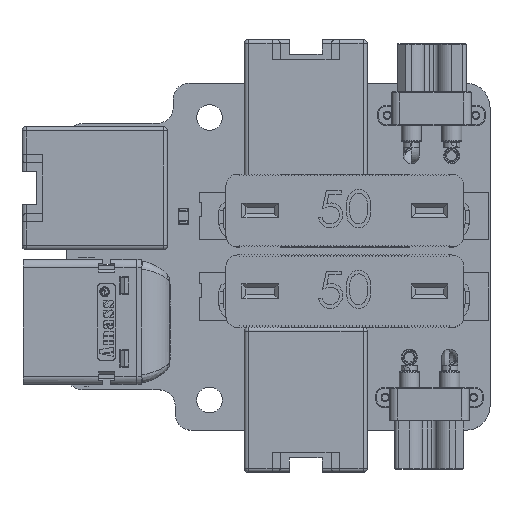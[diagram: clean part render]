
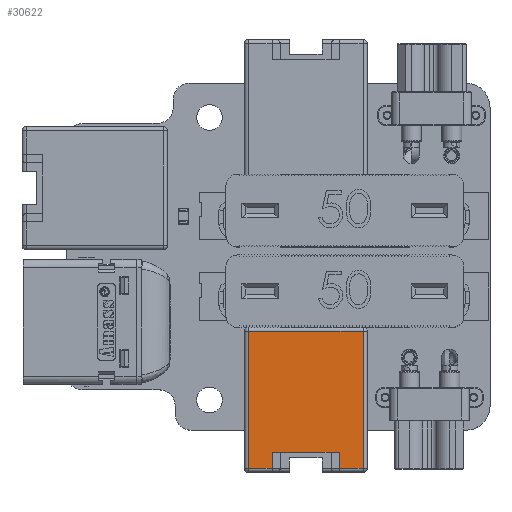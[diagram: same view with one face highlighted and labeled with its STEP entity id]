
A CAD part, top view. The second image highlights one B-rep face of the part: STEP entity #30622.
In plain terms, the highlighted face is planar.
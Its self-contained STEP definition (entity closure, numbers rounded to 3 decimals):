
#30386 = VERTEX_POINT('',#30387);
#30387 = CARTESIAN_POINT('',(-4.15,11.5,7.38));
#30394 = EDGE_CURVE('',#30395,#30386,#30397,.T.);
#30395 = VERTEX_POINT('',#30396);
#30396 = CARTESIAN_POINT('',(-7.12,11.5,7.38));
#30397 = LINE('',#30398,#30399);
#30398 = CARTESIAN_POINT('',(0.,11.5,7.38));
#30399 = VECTOR('',#30400,1.);
#30400 = DIRECTION('',(1.,0.,0.));
#30622 = ADVANCED_FACE('',(#30623),#30680,.F.);
#30623 = FACE_BOUND('',#30624,.T.);
#30624 = EDGE_LOOP('',(#30625,#30626,#30634,#30642,#30650,#30658,#30666,
    #30674));
#30625 = ORIENTED_EDGE('',*,*,#30394,.T.);
#30626 = ORIENTED_EDGE('',*,*,#30627,.F.);
#30627 = EDGE_CURVE('',#30628,#30386,#30630,.T.);
#30628 = VERTEX_POINT('',#30629);
#30629 = CARTESIAN_POINT('',(-4.15,11.5,5.38));
#30630 = LINE('',#30631,#30632);
#30631 = CARTESIAN_POINT('',(-4.15,11.5,5.38));
#30632 = VECTOR('',#30633,1.);
#30633 = DIRECTION('',(-0.,-0.,1.));
#30634 = ORIENTED_EDGE('',*,*,#30635,.F.);
#30635 = EDGE_CURVE('',#30636,#30628,#30638,.T.);
#30636 = VERTEX_POINT('',#30637);
#30637 = CARTESIAN_POINT('',(4.15,11.5,5.38));
#30638 = LINE('',#30639,#30640);
#30639 = CARTESIAN_POINT('',(4.15,11.5,5.38));
#30640 = VECTOR('',#30641,1.);
#30641 = DIRECTION('',(-1.,0.,0.));
#30642 = ORIENTED_EDGE('',*,*,#30643,.T.);
#30643 = EDGE_CURVE('',#30636,#30644,#30646,.T.);
#30644 = VERTEX_POINT('',#30645);
#30645 = CARTESIAN_POINT('',(4.15,11.5,7.38));
#30646 = LINE('',#30647,#30648);
#30647 = CARTESIAN_POINT('',(4.15,11.5,5.38));
#30648 = VECTOR('',#30649,1.);
#30649 = DIRECTION('',(-0.,-0.,1.));
#30650 = ORIENTED_EDGE('',*,*,#30651,.T.);
#30651 = EDGE_CURVE('',#30644,#30652,#30654,.T.);
#30652 = VERTEX_POINT('',#30653);
#30653 = CARTESIAN_POINT('',(7.12,11.5,7.38));
#30654 = LINE('',#30655,#30656);
#30655 = CARTESIAN_POINT('',(0.,11.5,7.38));
#30656 = VECTOR('',#30657,1.);
#30657 = DIRECTION('',(1.,0.,0.));
#30658 = ORIENTED_EDGE('',*,*,#30659,.T.);
#30659 = EDGE_CURVE('',#30652,#30660,#30662,.T.);
#30660 = VERTEX_POINT('',#30661);
#30661 = CARTESIAN_POINT('',(7.12,11.5,-9.62));
#30662 = LINE('',#30663,#30664);
#30663 = CARTESIAN_POINT('',(7.12,11.5,0.));
#30664 = VECTOR('',#30665,1.);
#30665 = DIRECTION('',(0.,0.,-1.));
#30666 = ORIENTED_EDGE('',*,*,#30667,.T.);
#30667 = EDGE_CURVE('',#30660,#30668,#30670,.T.);
#30668 = VERTEX_POINT('',#30669);
#30669 = CARTESIAN_POINT('',(-7.12,11.5,-9.62));
#30670 = LINE('',#30671,#30672);
#30671 = CARTESIAN_POINT('',(0.,11.5,-9.62));
#30672 = VECTOR('',#30673,1.);
#30673 = DIRECTION('',(-1.,0.,0.));
#30674 = ORIENTED_EDGE('',*,*,#30675,.T.);
#30675 = EDGE_CURVE('',#30668,#30395,#30676,.T.);
#30676 = LINE('',#30677,#30678);
#30677 = CARTESIAN_POINT('',(-7.12,11.5,0.));
#30678 = VECTOR('',#30679,1.);
#30679 = DIRECTION('',(0.,0.,1.));
#30680 = PLANE('',#30681);
#30681 = AXIS2_PLACEMENT_3D('',#30682,#30683,#30684);
#30682 = CARTESIAN_POINT('',(0.,11.5,0.));
#30683 = DIRECTION('',(0.,-1.,0.));
#30684 = DIRECTION('',(0.,0.,-1.));
